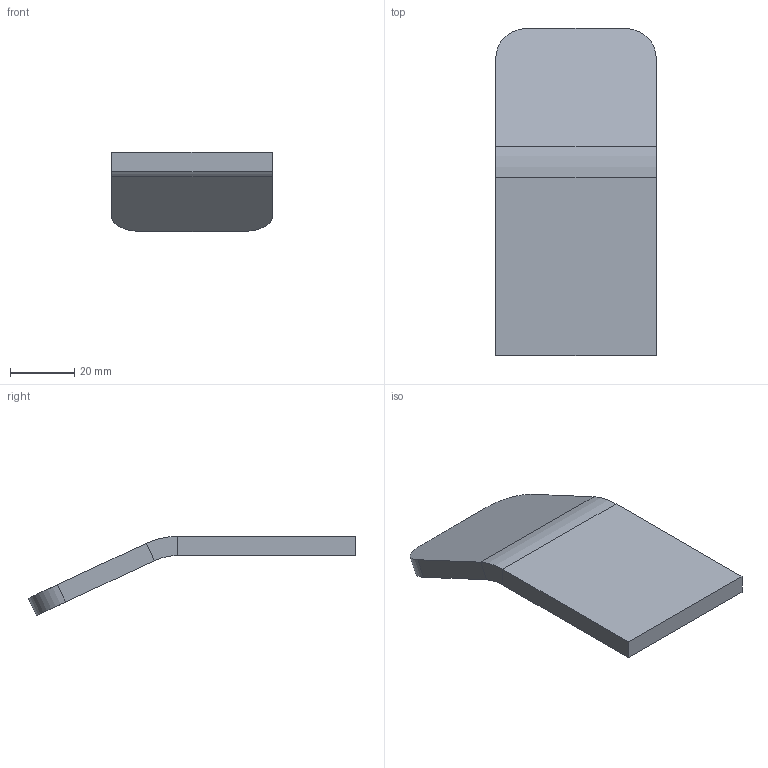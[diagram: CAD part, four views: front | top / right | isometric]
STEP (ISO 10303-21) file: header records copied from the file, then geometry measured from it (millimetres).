
FILE_DESCRIPTION (( 'STEP AP203' ), '1' );
FILE_NAME ('3484-MU103-35-11_REV_.step', '2026-01-04T05:13:09', ( '' ), ( '' ), 'SwSTEP 2.0', 'SolidWorks 2025', '' );
FILE_SCHEMA (( 'CONFIG_CONTROL_DESIGN' ));
Length unit declared in the file: millimetre
Products named in the file (1): 3484-MU103-35-11_REV_
Bounding box: 50 x 102.05 x 24.74 mm (x, y, z)
Volume: 31200.1 mm3; surface area: 12206.8 mm2
Topology: 1 solids, 1 shells, 16 faces, 34 edges, 20 vertices
Faces by surface type: plane 12, cylinder 4
Entity records: 499 total; most frequent: DIRECTION 76, CARTESIAN_POINT 71, ORIENTED_EDGE 68, EDGE_CURVE 34, LINE 26, VECTOR 26, AXIS2_PLACEMENT_3D 25, VERTEX_POINT 20
